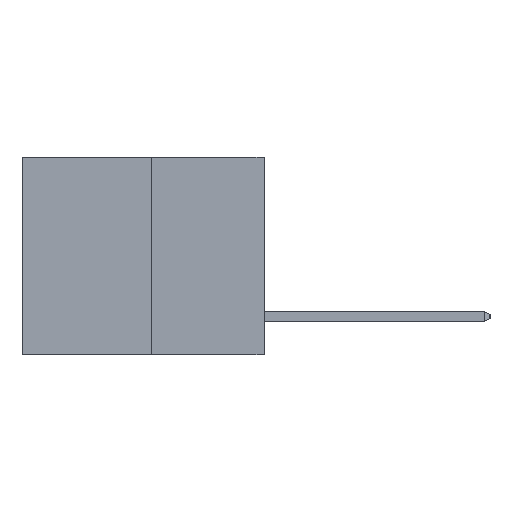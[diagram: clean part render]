
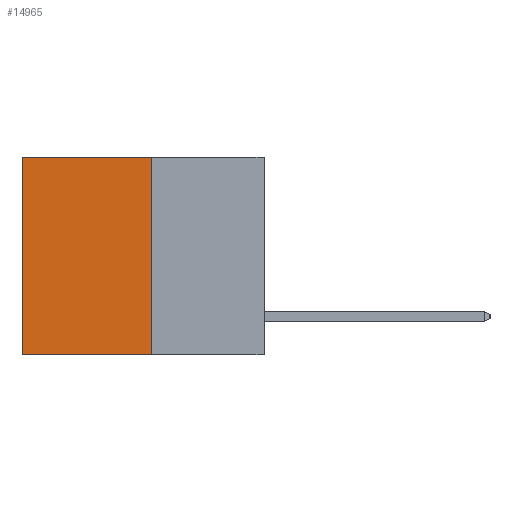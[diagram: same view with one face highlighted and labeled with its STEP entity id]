
A CAD part, left-side view. The second image highlights one B-rep face of the part: STEP entity #14965.
In plain terms, the highlighted planar face has unit normal (-1, 0, 0).
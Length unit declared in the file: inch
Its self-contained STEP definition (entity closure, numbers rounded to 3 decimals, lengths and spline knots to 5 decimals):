
#520 = DIRECTION ( 'NONE',  ( 0., 0., -1. ) ) ;
#1282 = VECTOR ( 'NONE', #520, 39.37008 ) ;
#1357 = ORIENTED_EDGE ( 'NONE', *, *, #7492, .F. ) ;
#1715 = CARTESIAN_POINT ( 'NONE',  ( 0.3165, 0.28, -0.49 ) ) ;
#1768 = VERTEX_POINT ( 'NONE', #6301 ) ;
#2140 = CARTESIAN_POINT ( 'NONE',  ( 0.3165, 0.28, 0. ) ) ;
#2233 = VERTEX_POINT ( 'NONE', #2597 ) ;
#2597 = CARTESIAN_POINT ( 'NONE',  ( 0.3165, 0.6, 0. ) ) ;
#2604 = VERTEX_POINT ( 'NONE', #2140 ) ;
#3590 = DIRECTION ( 'NONE',  ( 1., 0., 0. ) ) ;
#3651 = DIRECTION ( 'NONE',  ( 0., 1., 0. ) ) ;
#3674 = PLANE ( 'NONE',  #8886 ) ;
#4340 = LINE ( 'NONE', #9763, #1282 ) ;
#5542 = EDGE_LOOP ( 'NONE', ( #13734, #1357, #9345, #12159 ) ) ;
#6301 = CARTESIAN_POINT ( 'NONE',  ( 0.3165, 0.6, -0.49 ) ) ;
#6746 = VERTEX_POINT ( 'NONE', #10427 ) ;
#7492 = EDGE_CURVE ( 'NONE', #6746, #1768, #7640, .T. ) ;
#7496 = EDGE_CURVE ( 'NONE', #2604, #6746, #4340, .T. ) ;
#7640 = LINE ( 'NONE', #1715, #14784 ) ;
#7835 = FACE_OUTER_BOUND ( 'NONE', #5542, .T. ) ;
#8886 = AXIS2_PLACEMENT_3D ( 'NONE', #11907, #3590, #11704 ) ;
#9137 = EDGE_CURVE ( 'NONE', #2233, #1768, #12178, .T. ) ;
#9163 = DIRECTION ( 'NONE',  ( 0., 0., -1. ) ) ;
#9345 = ORIENTED_EDGE ( 'NONE', *, *, #7496, .F. ) ;
#9418 = LINE ( 'NONE', #13796, #13243 ) ;
#9687 = EDGE_CURVE ( 'NONE', #2604, #2233, #9418, .T. ) ;
#9763 = CARTESIAN_POINT ( 'NONE',  ( 0.3165, 0.28, -0.49 ) ) ;
#10427 = CARTESIAN_POINT ( 'NONE',  ( 0.3165, 0.28, -0.49 ) ) ;
#11265 = VECTOR ( 'NONE', #9163, 39.37008 ) ;
#11704 = DIRECTION ( 'NONE',  ( 0., 0., -1. ) ) ;
#11907 = CARTESIAN_POINT ( 'NONE',  ( 0.3165, 0.28, -0.49 ) ) ;
#12159 = ORIENTED_EDGE ( 'NONE', *, *, #9687, .T. ) ;
#12162 = DIRECTION ( 'NONE',  ( 0., 1., 0. ) ) ;
#12178 = LINE ( 'NONE', #12581, #11265 ) ;
#12581 = CARTESIAN_POINT ( 'NONE',  ( 0.3165, 0.6, -0.49 ) ) ;
#13243 = VECTOR ( 'NONE', #3651, 39.37008 ) ;
#13734 = ORIENTED_EDGE ( 'NONE', *, *, #9137, .T. ) ;
#13796 = CARTESIAN_POINT ( 'NONE',  ( 0.3165, 0.28, 0. ) ) ;
#14784 = VECTOR ( 'NONE', #12162, 39.37008 ) ;
#14965 = ADVANCED_FACE ( 'NONE', ( #7835 ), #3674, .F. ) ;
